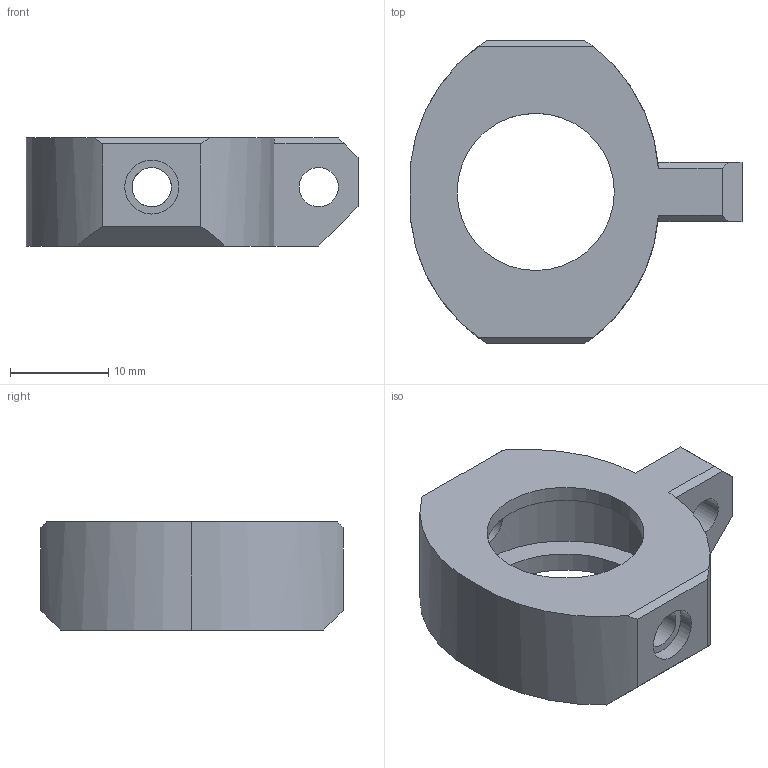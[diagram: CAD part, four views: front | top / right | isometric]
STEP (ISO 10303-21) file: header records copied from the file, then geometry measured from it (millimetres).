
FILE_DESCRIPTION(/* description */ ('STEP AP242','CAx-IF Rec.Pracs.---Representation and Presentation of Product Manufacturing Information (PMI)---4.0---2014-10-13','CAx-IF Rec.Pracs.---3D Tessellated Geometry---0.4---2014-09-14','2;1'),/* implementation_level */ '2;1');
FILE_NAME(/* name */ '68b2975c85d2a41558489fa8',/* time_stamp */ '2025-08-30T06:17:02Z',/* author */ (''),/* organization */ (''),/* preprocessor_version */ 'ST-DEVELOPER v20',/* originating_system */ 'ONSHAPE BY PTC INC, 1.203',/* authorisation */ ' ');
FILE_SCHEMA (('AP242_MANAGED_MODEL_BASED_3D_ENGINEERING_MIM_LF { 1 0 10303 442 1 1 4 }'));
Length unit declared in the file: metre
Products named in the file (1): Bearing holder
Bounding box: 33.8 x 30.8 x 11 mm (x, y, z)
Volume: 3605.4 mm3; surface area: 3250.5 mm2
Topology: 1 solids, 1 shells, 31 faces, 79 edges, 54 vertices
Faces by surface type: plane 19, cylinder 12
Full cylindrical faces by diameter (mm): 4 x3, 5.5 x2, 16 x1, 18 x1, 22.6 x1
Entity records: 953 total; most frequent: CARTESIAN_POINT 173, DIRECTION 163, ORIENTED_EDGE 138, EDGE_CURVE 69, AXIS2_PLACEMENT_3D 64, VERTEX_POINT 52, EDGE_LOOP 51, FACE_BOUND 51
